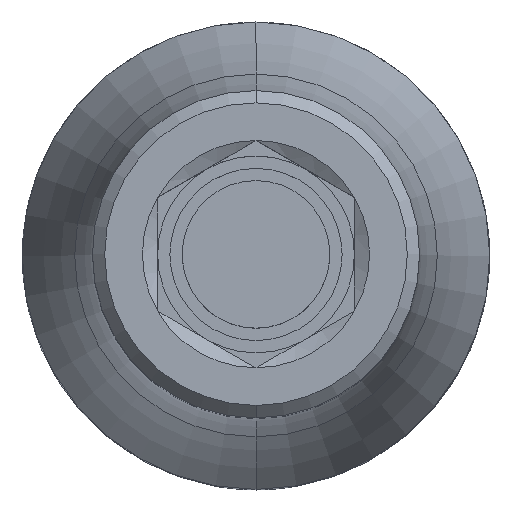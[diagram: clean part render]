
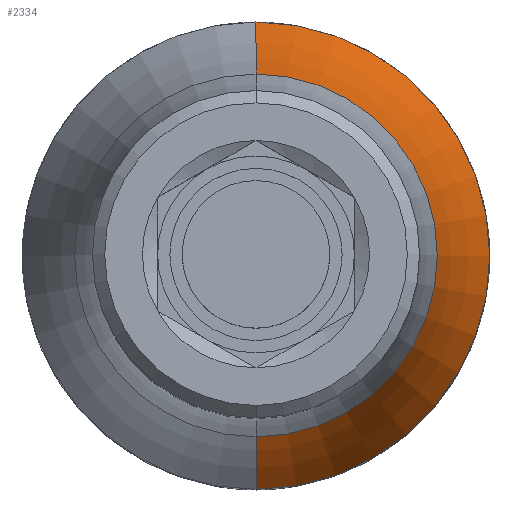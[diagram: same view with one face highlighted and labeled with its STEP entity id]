
A CAD part, top view. The second image highlights one B-rep face of the part: STEP entity #2334.
In plain terms, the highlighted toroidal (fillet/blend) face has major radius 36.65 mm and minor radius 30 mm.
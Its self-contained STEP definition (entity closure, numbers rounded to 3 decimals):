
#555=CARTESIAN_POINT('',(0.,0.,11.323));
#556=DIRECTION('',(0.,0.,1.));
#557=DIRECTION('',(0.,-1.,0.));
#558=AXIS2_PLACEMENT_3D('',#555,#556,#557);
#565=CARTESIAN_POINT('',(0.,36.65,24.085));
#566=DIRECTION('',(1.,0.,0.));
#567=DIRECTION('',(0.,-0.976,-0.218));
#568=AXIS2_PLACEMENT_3D('',#565,#566,#567);
#570=CARTESIAN_POINT('',(0.,-36.65,24.085));
#571=DIRECTION('',(1.,0.,0.));
#572=DIRECTION('',(0.,0.905,-0.425));
#573=AXIS2_PLACEMENT_3D('',#570,#571,#572);
#742=CARTESIAN_POINT('',(0.,0.,17.547));
#743=DIRECTION('',(0.,0.,1.));
#744=DIRECTION('',(0.,-1.,0.));
#745=AXIS2_PLACEMENT_3D('',#742,#743,#744);
#1579=CARTESIAN_POINT('',(0.,-9.5,11.323));
#1580=CARTESIAN_POINT('',(0.,9.5,
11.323));
#1581=VERTEX_POINT('',#1579);
#1582=VERTEX_POINT('',#1580);
#1586=CARTESIAN_POINT('',(0.,7.371,
17.547));
#1587=VERTEX_POINT('',#1586);
#1588=CARTESIAN_POINT('',(0.,-7.371,
17.547));
#1589=VERTEX_POINT('',#1588);
#2320=CARTESIAN_POINT('',(0.,0.,24.085));
#2321=DIRECTION('',(0.,0.,-1.));
#2322=DIRECTION('',(0.,-1.,0.));
#2323=AXIS2_PLACEMENT_3D('',#2320,#2321,#2322);
#2324=TOROIDAL_SURFACE('',#2323,36.65,30.);
#2325=ORIENTED_EDGE('',*,*,#2299,.F.);
#2327=ORIENTED_EDGE('',*,*,#2326,.T.);
#2329=ORIENTED_EDGE('',*,*,#2328,.T.);
#2331=ORIENTED_EDGE('',*,*,#2330,.T.);
#2332=EDGE_LOOP('',(#2325,#2327,#2329,#2331));
#2333=FACE_OUTER_BOUND('',#2332,.F.);
#2334=ADVANCED_FACE('',(#2333),#2324,.F.);
#559=CIRCLE('',#558,9.5);
#569=CIRCLE('',#568,30.);
#574=CIRCLE('',#573,30.);
#746=CIRCLE('',#745,7.371);
#2299=EDGE_CURVE('',#1581,#1582,#559,.T.);
#2326=EDGE_CURVE('',#1581,#1589,#574,.T.);
#2328=EDGE_CURVE('',#1589,#1587,#746,.T.);
#2330=EDGE_CURVE('',#1587,#1582,#569,.T.);
